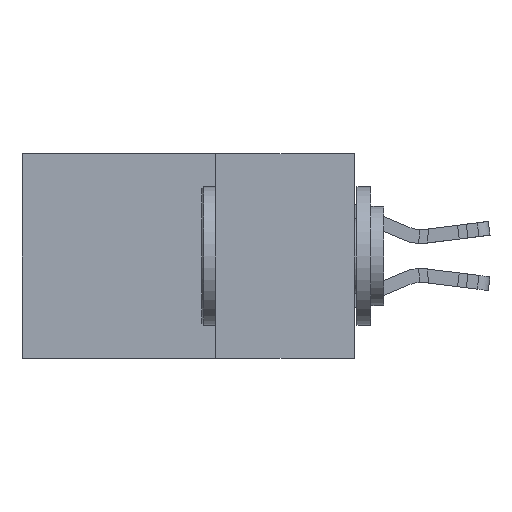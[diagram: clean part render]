
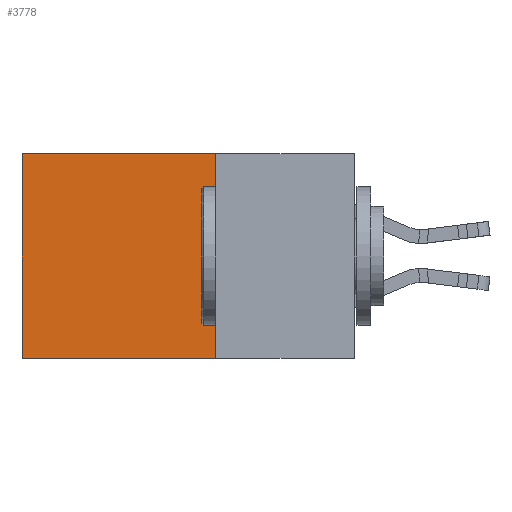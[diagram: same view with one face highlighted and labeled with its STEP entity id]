
A CAD part, left-side view. The second image highlights one B-rep face of the part: STEP entity #3778.
In plain terms, the highlighted planar face has unit normal (-1, 0, 0).
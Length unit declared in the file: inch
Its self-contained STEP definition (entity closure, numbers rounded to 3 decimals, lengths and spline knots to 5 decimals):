
#468 = DIRECTION ( 'NONE',  ( 0., 1., 0. ) ) ;
#697 = DIRECTION ( 'NONE',  ( 0., 0., -1. ) ) ;
#998 = VERTEX_POINT ( 'NONE', #3096 ) ;
#1458 = DIRECTION ( 'NONE',  ( 0., 0., -1. ) ) ;
#1747 = VERTEX_POINT ( 'NONE', #22247 ) ;
#2137 = ORIENTED_EDGE ( 'NONE', *, *, #20638, .F. ) ;
#3096 = CARTESIAN_POINT ( 'NONE',  ( 0.2615, 0.25, 0. ) ) ;
#3778 = ADVANCED_FACE ( 'NONE', ( #23363 ), #5460, .F. ) ;
#5460 = PLANE ( 'NONE',  #10114 ) ;
#6914 = CARTESIAN_POINT ( 'NONE',  ( 0.2615, 0.25, -0.37 ) ) ;
#7020 = VECTOR ( 'NONE', #17291, 39.37008 ) ;
#7369 = DIRECTION ( 'NONE',  ( 0., 1., 0. ) ) ;
#8429 = VECTOR ( 'NONE', #697, 39.37008 ) ;
#8589 = LINE ( 'NONE', #6914, #8429 ) ;
#8873 = CARTESIAN_POINT ( 'NONE',  ( 0.2615, 0.6, 0. ) ) ;
#9282 = EDGE_LOOP ( 'NONE', ( #16938, #18002, #2137, #25128 ) ) ;
#10114 = AXIS2_PLACEMENT_3D ( 'NONE', #21165, #19112, #1458 ) ;
#10852 = EDGE_CURVE ( 'NONE', #15186, #1747, #11499, .T. ) ;
#11499 = LINE ( 'NONE', #13304, #7020 ) ;
#12356 = CARTESIAN_POINT ( 'NONE',  ( 0.2615, 0.25, 0. ) ) ;
#13037 = LINE ( 'NONE', #24988, #19570 ) ;
#13304 = CARTESIAN_POINT ( 'NONE',  ( 0.2615, 0.6, -0.37 ) ) ;
#15186 = VERTEX_POINT ( 'NONE', #8873 ) ;
#16363 = VERTEX_POINT ( 'NONE', #23186 ) ;
#16938 = ORIENTED_EDGE ( 'NONE', *, *, #10852, .T. ) ;
#17160 = VECTOR ( 'NONE', #468, 39.37008 ) ;
#17291 = DIRECTION ( 'NONE',  ( 0., 0., -1. ) ) ;
#18002 = ORIENTED_EDGE ( 'NONE', *, *, #23013, .F. ) ;
#19112 = DIRECTION ( 'NONE',  ( 1., 0., 0. ) ) ;
#19570 = VECTOR ( 'NONE', #7369, 39.37008 ) ;
#19926 = LINE ( 'NONE', #12356, #17160 ) ;
#20638 = EDGE_CURVE ( 'NONE', #998, #16363, #8589, .T. ) ;
#21165 = CARTESIAN_POINT ( 'NONE',  ( 0.2615, 0.25, -0.37 ) ) ;
#22247 = CARTESIAN_POINT ( 'NONE',  ( 0.2615, 0.6, -0.37 ) ) ;
#23013 = EDGE_CURVE ( 'NONE', #16363, #1747, #13037, .T. ) ;
#23186 = CARTESIAN_POINT ( 'NONE',  ( 0.2615, 0.25, -0.37 ) ) ;
#23363 = FACE_OUTER_BOUND ( 'NONE', #9282, .T. ) ;
#24464 = EDGE_CURVE ( 'NONE', #998, #15186, #19926, .T. ) ;
#24988 = CARTESIAN_POINT ( 'NONE',  ( 0.2615, 0.25, -0.37 ) ) ;
#25128 = ORIENTED_EDGE ( 'NONE', *, *, #24464, .T. ) ;
